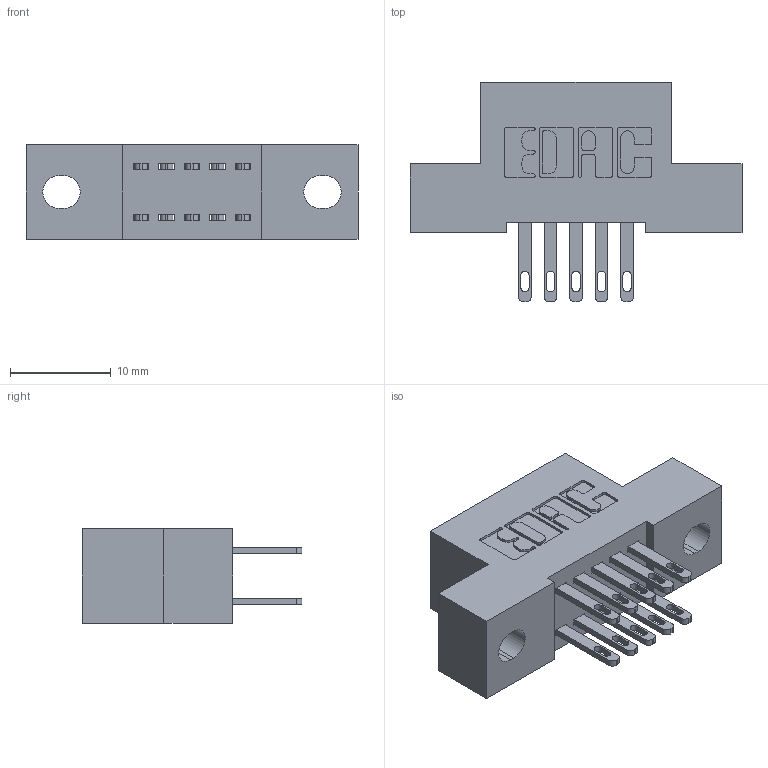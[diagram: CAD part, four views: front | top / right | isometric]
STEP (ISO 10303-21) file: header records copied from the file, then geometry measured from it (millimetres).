
FILE_DESCRIPTION (( 'STEP AP203' ), '1' );
FILE_NAME ('892-010-500-202.STEP', '2020-09-21T12:49:55', ( '' ), ( '' ), 'SwSTEP 2.0', 'SolidWorks 2020', '' );
FILE_SCHEMA (( 'CONFIG_CONTROL_DESIGN' ));
Length unit declared in the file: inch
Products named in the file (3): 892-010-500-202; 842 Part_.128 Slot; 345-292-001_345-293-100
Assembly tree (11 placements, depth 2):
  892-010-500-202
    842 Part_.128 Slot
    345-292-001_345-293-100  x10
Bounding box: 33.02 x 21.85 x 9.4 mm (x, y, z)
Volume: 2770.1 mm3; surface area: 3452.6 mm2
Topology: 11 solids, 11 shells, 594 faces, 1781 edges, 1186 vertices
Faces by surface type: plane 370, cylinder 224
Entity records: 7935 total; most frequent: CARTESIAN_POINT 1358, ORIENTED_EDGE 1294, DIRECTION 1227, EDGE_CURVE 647, LINE 515, VECTOR 515, VERTEX_POINT 430, AXIS2_PLACEMENT_3D 356
